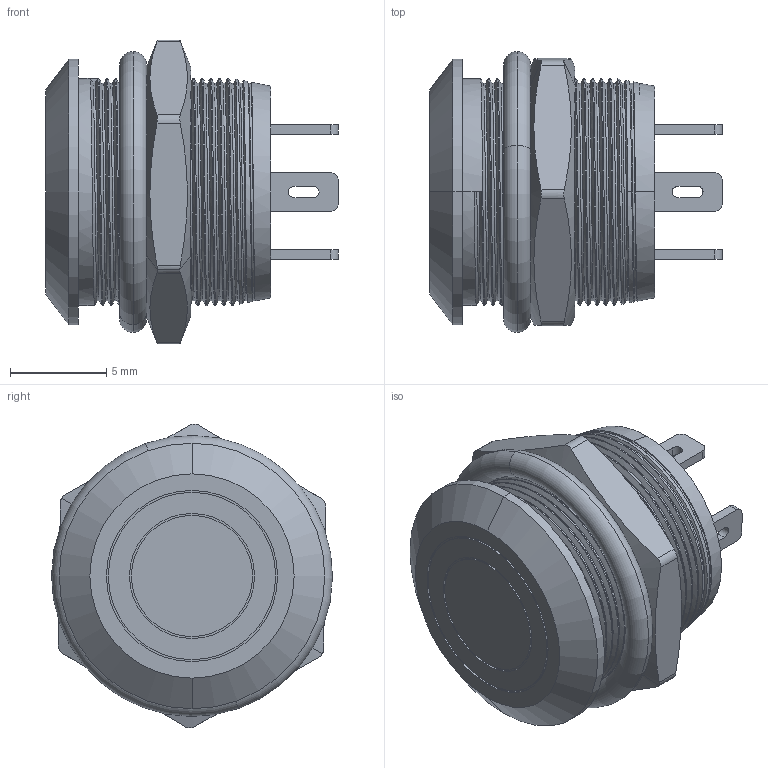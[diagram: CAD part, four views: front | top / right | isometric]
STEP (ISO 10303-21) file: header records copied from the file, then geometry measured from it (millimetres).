
FILE_DESCRIPTION (( 'STEP AP214' ), '1' );
FILE_NAME ('Push_btn_asm.STEP', '2022-10-03T06:32:34', ( '' ), ( '' ), 'SwSTEP 2.0', 'SolidWorks 2020', '' );
FILE_SCHEMA (( 'AUTOMOTIVE_DESIGN' ));
Length unit declared in the file: millimetre
Products named in the file (4): Push_btn_asm; Push_btn; Push_btn_nut; Sealing_ring
Assembly tree (3 placements, depth 2):
  Push_btn_asm
    Push_btn
    Push_btn_nut
    Sealing_ring
Bounding box: 15.2 x 14.6 x 15.78 mm (x, y, z)
Volume: 1430.1 mm3; surface area: 1478 mm2
Topology: 3 solids, 3 shells, 151 faces, 400 edges, 263 vertices
Faces by surface type: cylinder 83, plane 45, cone 13, bspline 6, torus 4
Entity records: 8835 total; most frequent: CARTESIAN_POINT 4696, ORIENTED_EDGE 800, DIRECTION 645, EDGE_CURVE 400, VERTEX_POINT 263, AXIS2_PLACEMENT_3D 234, LINE 177, VECTOR 177
